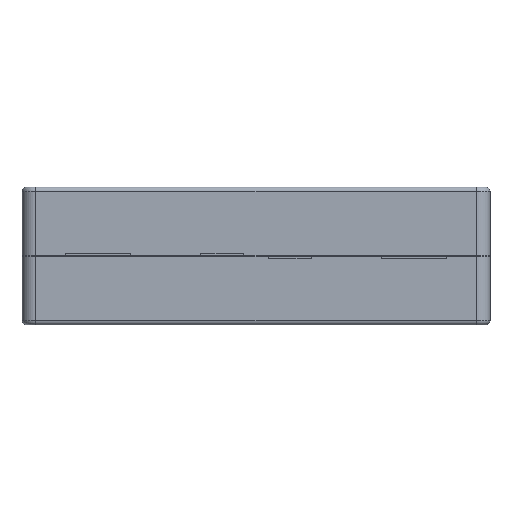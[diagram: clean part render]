
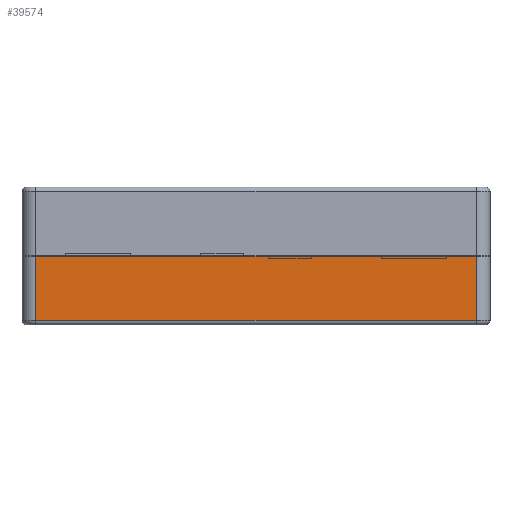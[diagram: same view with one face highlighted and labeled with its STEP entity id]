
A CAD part, front view. The second image highlights one B-rep face of the part: STEP entity #39574.
In plain terms, the highlighted planar face has unit normal (0, -1, 0).
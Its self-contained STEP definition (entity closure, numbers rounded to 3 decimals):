
#1890 = CARTESIAN_POINT ( 'NONE',  ( -95.75, -87.25, 2. ) ) ;
#2321 = CARTESIAN_POINT ( 'NONE',  ( 95.75, -87.25, 30. ) ) ;
#5706 = CARTESIAN_POINT ( 'NONE',  ( 95.75, -87.25, 2. ) ) ;
#6139 = DIRECTION ( 'NONE',  ( 0., 0., -1. ) ) ;
#6685 = CARTESIAN_POINT ( 'NONE',  ( 95.75, -87.25, 30. ) ) ;
#8089 = EDGE_CURVE ( 'NONE', #33157, #57627, #28078, .T. ) ;
#8360 = DIRECTION ( 'NONE',  ( -1., 0., 0. ) ) ;
#8409 = EDGE_CURVE ( 'NONE', #8441, #57627, #28530, .T. ) ;
#8441 = VERTEX_POINT ( 'NONE', #1890 ) ;
#9564 = ORIENTED_EDGE ( 'NONE', *, *, #26336, .T. ) ;
#13783 = AXIS2_PLACEMENT_3D ( 'NONE', #21976, #53353, #8360 ) ;
#18520 = DIRECTION ( 'NONE',  ( 1., 0., 0. ) ) ;
#19423 = VECTOR ( 'NONE', #6139, 1000. ) ;
#21976 = CARTESIAN_POINT ( 'NONE',  ( 0., -87.25, 30. ) ) ;
#22684 = LINE ( 'NONE', #36285, #50007 ) ;
#24749 = DIRECTION ( 'NONE',  ( 0., 0., -1. ) ) ;
#26336 = EDGE_CURVE ( 'NONE', #53069, #8441, #42544, .T. ) ;
#28078 = LINE ( 'NONE', #6685, #36300 ) ;
#28530 = LINE ( 'NONE', #47734, #35422 ) ;
#29779 = EDGE_LOOP ( 'NONE', ( #9564, #57207, #37363, #40958 ) ) ;
#33157 = VERTEX_POINT ( 'NONE', #2321 ) ;
#35422 = VECTOR ( 'NONE', #52170, 1000. ) ;
#35575 = FACE_OUTER_BOUND ( 'NONE', #29779, .T. ) ;
#36160 = PLANE ( 'NONE',  #13783 ) ;
#36285 = CARTESIAN_POINT ( 'NONE',  ( 0., -87.25, 30. ) ) ;
#36300 = VECTOR ( 'NONE', #24749, 1000. ) ;
#37363 = ORIENTED_EDGE ( 'NONE', *, *, #8089, .F. ) ;
#39574 = ADVANCED_FACE ( 'NONE', ( #35575 ), #36160, .F. ) ;
#40958 = ORIENTED_EDGE ( 'NONE', *, *, #46778, .F. ) ;
#42544 = LINE ( 'NONE', #45805, #19423 ) ;
#45805 = CARTESIAN_POINT ( 'NONE',  ( -95.75, -87.25, 30. ) ) ;
#46778 = EDGE_CURVE ( 'NONE', #53069, #33157, #22684, .T. ) ;
#47734 = CARTESIAN_POINT ( 'NONE',  ( 0., -87.25, 2. ) ) ;
#49060 = CARTESIAN_POINT ( 'NONE',  ( -95.75, -87.25, 30. ) ) ;
#50007 = VECTOR ( 'NONE', #18520, 1000. ) ;
#52170 = DIRECTION ( 'NONE',  ( 1., 0., 0. ) ) ;
#53069 = VERTEX_POINT ( 'NONE', #49060 ) ;
#53353 = DIRECTION ( 'NONE',  ( 0., 1., 0. ) ) ;
#57207 = ORIENTED_EDGE ( 'NONE', *, *, #8409, .T. ) ;
#57627 = VERTEX_POINT ( 'NONE', #5706 ) ;
